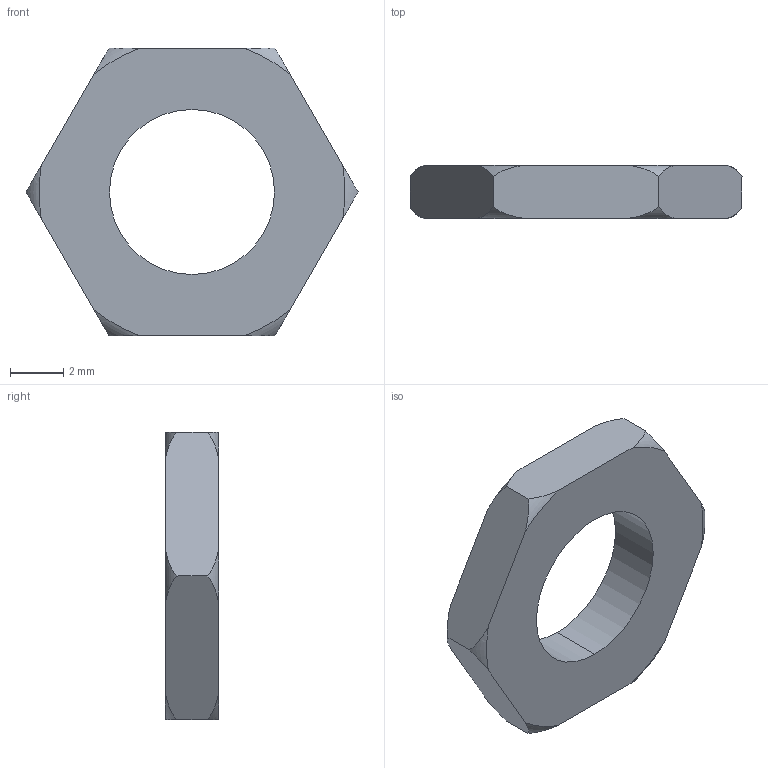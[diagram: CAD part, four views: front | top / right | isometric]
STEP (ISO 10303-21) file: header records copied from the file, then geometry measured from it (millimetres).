
FILE_DESCRIPTION (( 'STEP AP203' ), '1' );
FILE_NAME ('1354-A.STEP', '2016-10-06T09:09:28', ( '' ), ( '' ), 'SwSTEP 2.0', 'SolidWorks 2015', '' );
FILE_SCHEMA (( 'CONFIG_CONTROL_DESIGN' ));
Length unit declared in the file: millimetre
Products named in the file (1): 1354-A
Bounding box: 12.47 x 2 x 10.8 mm (x, y, z)
Volume: 141.1 mm3; surface area: 252.3 mm2
Topology: 1 solids, 1 shells, 22 faces, 60 edges, 40 vertices
Faces by surface type: torus 12, plane 8, cylinder 2
Entity records: 857 total; most frequent: CARTESIAN_POINT 247, ORIENTED_EDGE 120, DIRECTION 98, EDGE_CURVE 60, VERTEX_POINT 40, AXIS2_PLACEMENT_3D 39, B_SPLINE_CURVE_WITH_KNOTS 24, EDGE_LOOP 24
